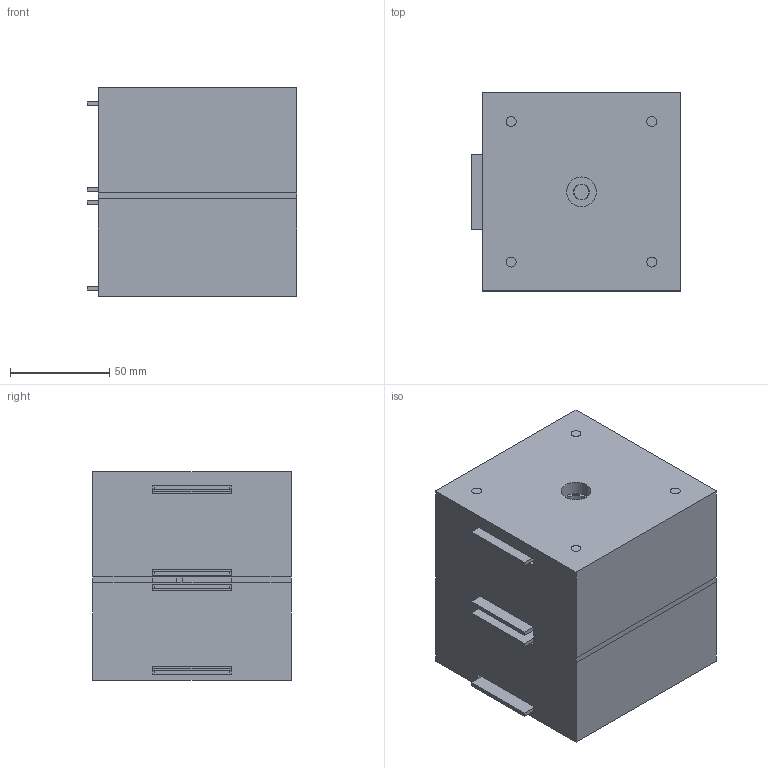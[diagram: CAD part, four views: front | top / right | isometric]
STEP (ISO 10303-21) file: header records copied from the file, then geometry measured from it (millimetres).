
FILE_DESCRIPTION(/* description */ (''),/* implementation_level */ '2;1');
FILE_NAME(/* name */ 'LEM_versione_AMETEK.step',/* time_stamp */ '2023-05-20T17:57:16+02:00',/* author */ (''),/* organization */ (''),/* preprocessor_version */ 'ST-DEVELOPER v19.2',/* originating_system */ 'Autodesk Translation Framework v12.4.0.73',/* authorisation */ '');
FILE_SCHEMA (('AUTOMOTIVE_DESIGN { 1 0 10303 214 3 1 1 }'));
Length unit declared in the file: millimetre
Products named in the file (1): LEM: Versione MIRION
Bounding box: 105.5 x 100 x 105 mm (x, y, z)
Volume: 856996.8 mm3; surface area: 307978.2 mm2
Topology: 43 solids, 43 shells, 350 faces, 785 edges, 520 vertices
Faces by surface type: plane 222, cylinder 127, cone 1
Full cylindrical faces by diameter (mm): 3 x20, 5 x40, 7.6 x4, 8 x2, 13.4 x12, 13.8 x12, 14 x18, 15 x1, 15.2 x2, 20 x2, 22 x12, 70 x1
Entity records: 10174 total; most frequent: DIRECTION 1749, CARTESIAN_POINT 1656, ORIENTED_EDGE 1570, EDGE_CURVE 785, AXIS2_PLACEMENT_3D 613, EDGE_LOOP 541, LINE 523, VECTOR 523
